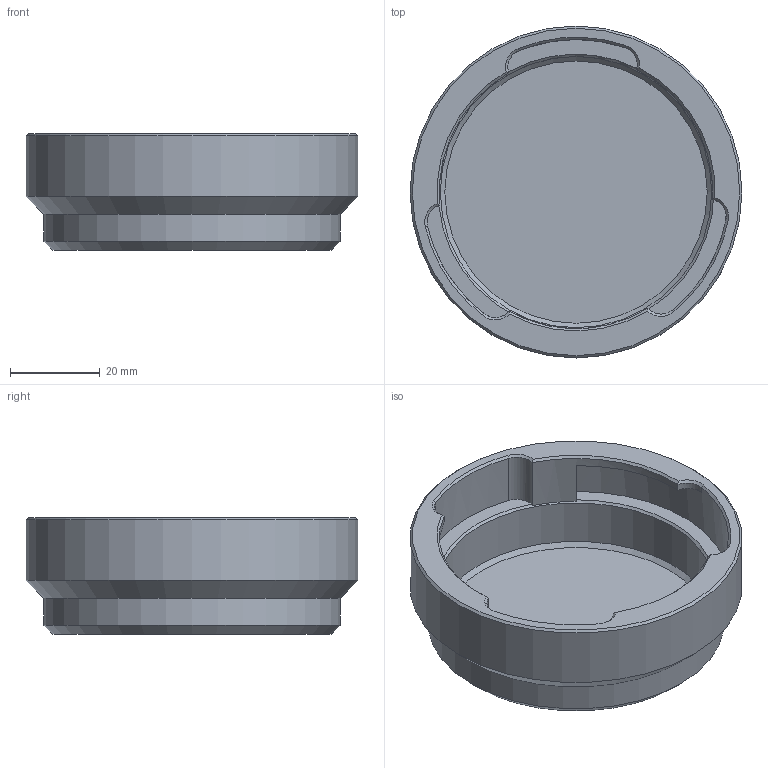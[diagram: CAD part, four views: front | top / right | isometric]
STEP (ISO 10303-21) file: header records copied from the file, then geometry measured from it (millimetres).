
FILE_DESCRIPTION(/* description */ (''),/* implementation_level */ '2;1');
FILE_NAME(/* name */ 'baseRearCap_P6',/* time_stamp */ '2023-12-05T12:01:50-05:00',/* author */ ('George Moua'),/* organization */ ('Archive 663'),/* preprocessor_version */ 'ST-DEVELOPER v16.7',/* originating_system */ 'Solid Edge',/* authorisation */ 'Unknown');
FILE_SCHEMA (('AUTOMOTIVE_DESIGN {1 0 10303 214 3 1 1}'));
Length unit declared in the file: millimetre
Products named in the file (3): mountLensBase; mountLensBase_P6_oa_0; baseRearCap_P6
Assembly tree (2 placements, depth 3):
  mountLensBase
    mountLensBase_P6_oa_0
      baseRearCap_P6
Bounding box: 74 x 74 x 26 mm (x, y, z)
Volume: 26358.8 mm3; surface area: 19070.8 mm2
Topology: 1 solids, 1 shells, 77 faces, 183 edges, 112 vertices
Faces by surface type: plane 33, cone 29, cylinder 15
Full cylindrical faces by diameter (mm): 60.5 x1, 66 x1, 74 x1
Entity records: 2202 total; most frequent: DIRECTION 391, CARTESIAN_POINT 388, ORIENTED_EDGE 338, EDGE_CURVE 169, AXIS2_PLACEMENT_3D 152, VERTEX_POINT 108, EDGE_LOOP 91, FACE_BOUND 91
